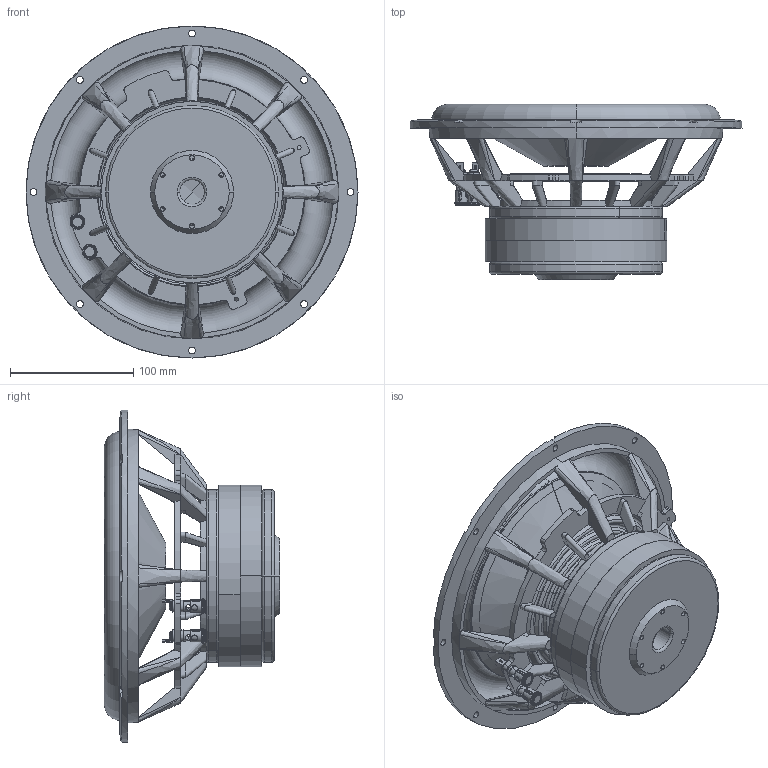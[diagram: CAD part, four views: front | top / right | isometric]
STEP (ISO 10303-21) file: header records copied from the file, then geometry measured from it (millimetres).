
FILE_DESCRIPTION (( 'STEP AP203' ), '1' );
FILE_NAME ('10inch_subwoofer.STEP', '2024-11-01T02:16:46', ( '' ), ( '' ), 'SwSTEP 2.0', 'SolidWorks 2021', '' );
FILE_SCHEMA (( 'CONFIG_CONTROL_DESIGN' ));
Length unit declared in the file: millimetre
Products named in the file (1): 10inch_subwoofer
Bounding box: 269 x 142.08 x 269 mm (x, y, z)
Surface area: 372409.5 mm2 (no closed solid volume)
Topology: 0 solids, 29 shells, 517 faces, 1807 edges, 1247 vertices
Faces by surface type: cylinder 184, plane 161, bspline 84, cone 44, torus 38, sphere 6
Entity records: 27036 total; most frequent: CARTESIAN_POINT 12676, ORIENTED_EDGE 2978, DIRECTION 2662, EDGE_CURVE 1791, VERTEX_POINT 1247, AXIS2_PLACEMENT_3D 1050, CIRCLE 616, EDGE_LOOP 606
